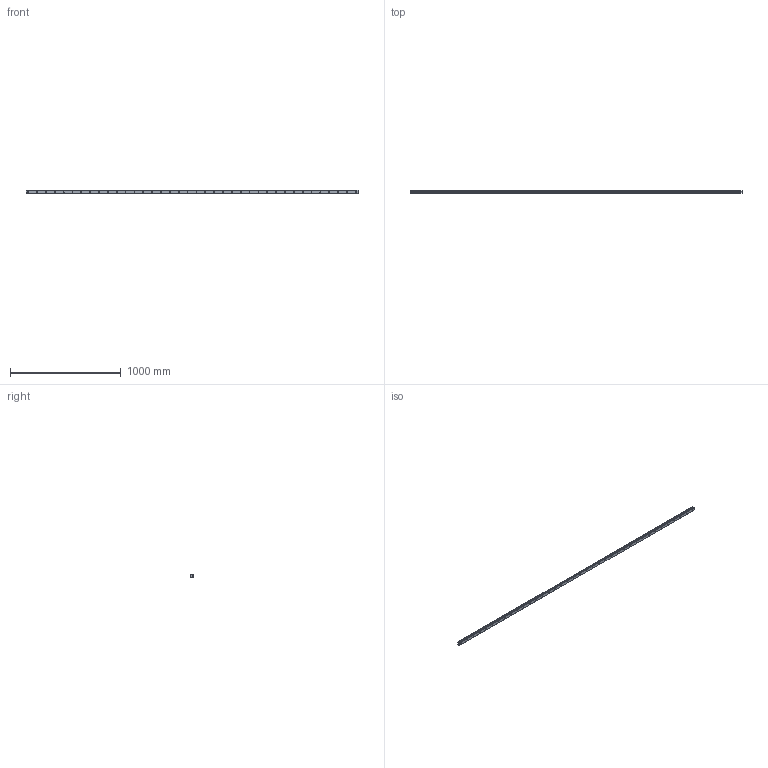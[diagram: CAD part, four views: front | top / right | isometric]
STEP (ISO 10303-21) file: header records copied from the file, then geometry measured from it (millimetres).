
FILE_DESCRIPTION (( 'STEP AP214' ), '1' );
FILE_NAME ('SSR30XTB1SS-3000L_G20_0_B-M6F_1451-5_0_0_0.STEP', '2021-06-29T12:09:59', ( '' ), ( '' ), 'SwSTEP 2.0', 'SolidWorks 2021', '' );
FILE_SCHEMA (( 'AUTOMOTIVE_DESIGN' ));
Length unit declared in the file: millimetre
Products named in the file (2): SSR30XTB1SS-3000L_G20_0_B-M6F_1451-5_0_0_0; _SSR30XTBY300020 Track
Assembly tree (1 placements, depth 2):
  SSR30XTB1SS-3000L_G20_0_B-M6F_1451-5_0_0_0
    _SSR30XTBY300020 Track
Bounding box: 3000 x 23 x 28 mm (x, y, z)
Volume: 1619715.3 mm3; surface area: 348707.7 mm2
Topology: 1 solids, 1 shells, 217 faces, 531 edges, 354 vertices
Faces by surface type: cylinder 159, plane 58
Entity records: 6781 total; most frequent: DIRECTION 1291, CARTESIAN_POINT 1106, ORIENTED_EDGE 1062, AXIS2_PLACEMENT_3D 539, EDGE_CURVE 531, VERTEX_POINT 354, EDGE_LOOP 331, CIRCLE 318
